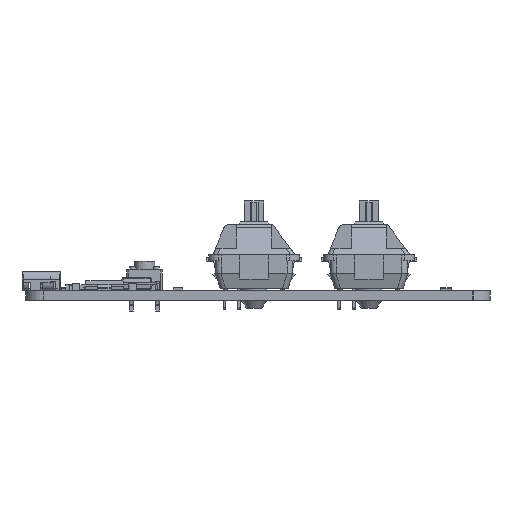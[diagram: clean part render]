
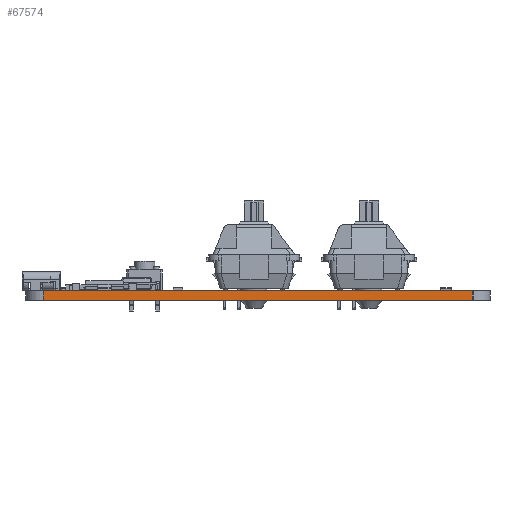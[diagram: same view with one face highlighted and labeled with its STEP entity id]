
A CAD part, left-side view. The second image highlights one B-rep face of the part: STEP entity #67574.
In plain terms, the highlighted planar face has unit normal (-1, 0, 0).
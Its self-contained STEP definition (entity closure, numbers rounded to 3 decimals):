
#65557 = VERTEX_POINT('',#65558);
#65558 = CARTESIAN_POINT('',(35.,-41.,0.));
#65565 = EDGE_CURVE('',#65566,#65557,#65568,.T.);
#65566 = VERTEX_POINT('',#65567);
#65567 = CARTESIAN_POINT('',(35.,-114.,0.));
#65568 = LINE('',#65569,#65570);
#65569 = CARTESIAN_POINT('',(35.,-114.,0.));
#65570 = VECTOR('',#65571,1.);
#65571 = DIRECTION('',(0.,1.,0.));
#66539 = VERTEX_POINT('',#66540);
#66540 = CARTESIAN_POINT('',(35.,-41.,1.6));
#66547 = EDGE_CURVE('',#66548,#66539,#66550,.T.);
#66548 = VERTEX_POINT('',#66549);
#66549 = CARTESIAN_POINT('',(35.,-114.,1.6));
#66550 = LINE('',#66551,#66552);
#66551 = CARTESIAN_POINT('',(35.,-114.,1.6));
#66552 = VECTOR('',#66553,1.);
#66553 = DIRECTION('',(0.,1.,0.));
#67544 = EDGE_CURVE('',#65557,#66539,#67545,.T.);
#67545 = LINE('',#67546,#67547);
#67546 = CARTESIAN_POINT('',(35.,-41.,0.));
#67547 = VECTOR('',#67548,1.);
#67548 = DIRECTION('',(0.,0.,1.));
#67574 = ADVANCED_FACE('',(#67575),#67586,.T.);
#67575 = FACE_BOUND('',#67576,.T.);
#67576 = EDGE_LOOP('',(#67577,#67583,#67584,#67585));
#67577 = ORIENTED_EDGE('',*,*,#67578,.T.);
#67578 = EDGE_CURVE('',#65566,#66548,#67579,.T.);
#67579 = LINE('',#67580,#67581);
#67580 = CARTESIAN_POINT('',(35.,-114.,0.));
#67581 = VECTOR('',#67582,1.);
#67582 = DIRECTION('',(0.,0.,1.));
#67583 = ORIENTED_EDGE('',*,*,#66547,.T.);
#67584 = ORIENTED_EDGE('',*,*,#67544,.F.);
#67585 = ORIENTED_EDGE('',*,*,#65565,.F.);
#67586 = PLANE('',#67587);
#67587 = AXIS2_PLACEMENT_3D('',#67588,#67589,#67590);
#67588 = CARTESIAN_POINT('',(35.,-114.,0.));
#67589 = DIRECTION('',(-1.,0.,0.));
#67590 = DIRECTION('',(0.,1.,0.));
